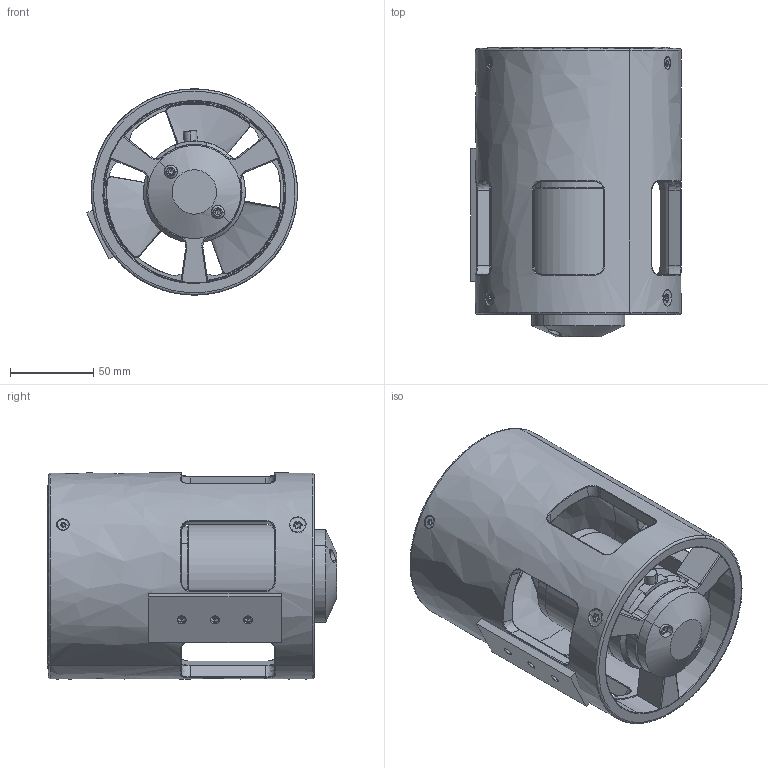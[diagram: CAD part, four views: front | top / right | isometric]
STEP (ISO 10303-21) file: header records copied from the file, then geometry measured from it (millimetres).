
FILE_DESCRIPTION(('FreeCAD Model'),'2;1');
FILE_NAME('Open CASCADE Shape Model','2025-05-03T09:36:36',('FreeCAD'),( 'FreeCAD'),'Open CASCADE STEP processor 7.6','FreeCAD','Unknown');
FILE_SCHEMA(('AUTOMOTIVE_DESIGN { 1 0 10303 214 1 1 1 1 }'));
Products named in the file (1): Open CASCADE STEP translator 7.6 1
Bounding box: 126.79 x 173.95 x 124.01 mm (x, y, z)
Volume: 661277.4 mm3; surface area: 189344.6 mm2
Topology: 24 solids, 24 shells, 1173 faces, 2911 edges, 1770 vertices
Faces by surface type: bspline 1173
Entity records: 83466 total; most frequent: CARTESIAN_POINT 67429, ORIENTED_EDGE 5714, EDGE_CURVE 2857, VERTEX_POINT 1770, B_SPLINE_CURVE_WITH_KNOTS 1589, FACE_BOUND 1297, EDGE_LOOP 1297, ADVANCED_FACE 1173
